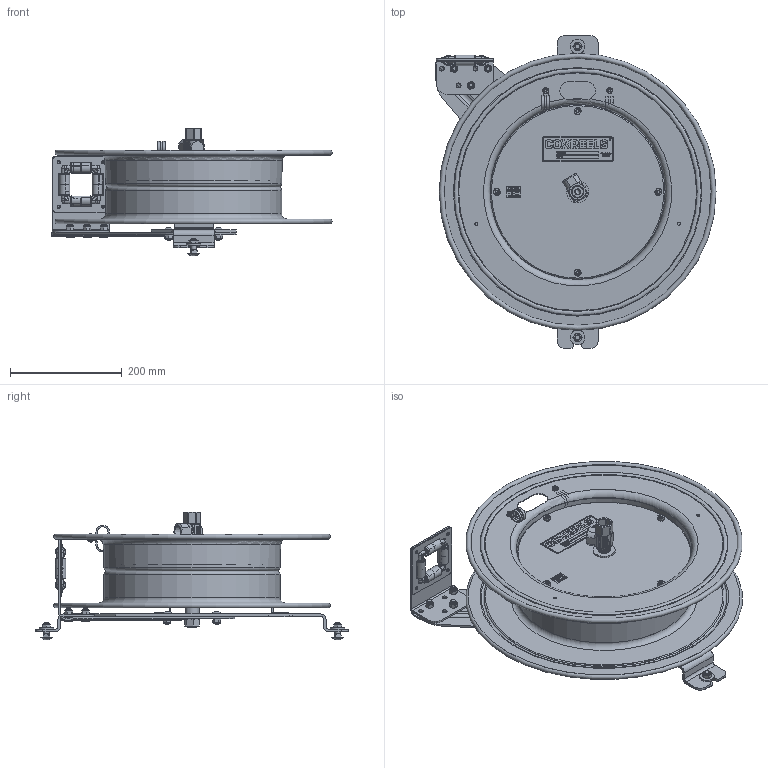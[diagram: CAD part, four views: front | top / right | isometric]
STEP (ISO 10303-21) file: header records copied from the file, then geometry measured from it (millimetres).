
FILE_DESCRIPTION(/* description */ (''),/* implementation_level */ '2;1');
FILE_NAME(/* name */ 'SG19L-L450_SHARED.stp',/* time_stamp */ '2020-02-06T09:09:05-07:00',/* author */ ('NMelton'),/* organization */ (''),/* preprocessor_version */ 'ST-DEVELOPER v17',/* originating_system */ 'Autodesk Inventor 2019',/* authorisation */ '');
FILE_SCHEMA (('AUTOMOTIVE_DESIGN { 1 0 10303 214 3 1 1 }'));
Products named in the file (1): SG19L-L450_SHARED
Bounding box: 501.07 x 558.8 x 228.38 mm (x, y, z)
Surface area: 1338151.9 mm2 (no closed solid volume)
Topology: 0 solids, 140 shells, 2702 faces, 11383 edges, 8423 vertices
Faces by surface type: plane 1457, cylinder 530, bspline 465, cone 146, torus 68, sphere 36
Full cylindrical faces by diameter (mm): 2.159 x2, 2.54 x1, 3.048 x1, 4.699 x4, 4.826 x2, 5.556 x3, 5.588 x6, 6.35 x8, 7.112 x1, 7.938 x3, 8.731 x3, 8.733 x4, 9.525 x2, 10.414 x1, 11.379 x2, 11.43 x3, 12.192 x7, 13.492 x1, 14.224 x1, 15.875 x1, 17.882 x1, 19.05 x5, 20.574 x2, 20.625 x1, 25.362 x1, 25.959 x2, 28.575 x1, 39.624 x1, 311.785 x1, 311.912 x1
Entity records: 124677 total; most frequent: CARTESIAN_POINT 35845, ORIENTED_EDGE 16817, DIRECTION 15384, EDGE_CURVE 11343, VERTEX_POINT 8423, LINE 6604, VECTOR 6604, AXIS2_PLACEMENT_3D 4390
